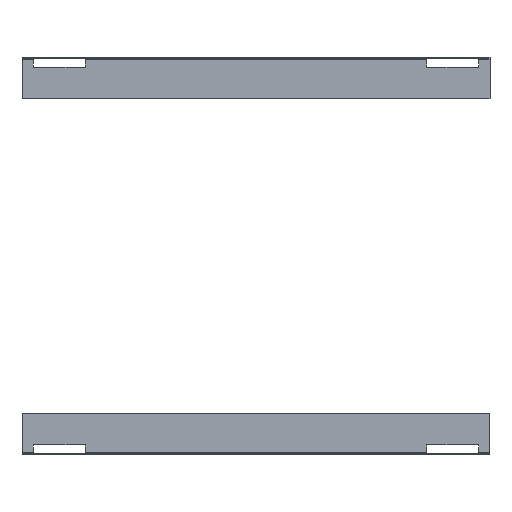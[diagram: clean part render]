
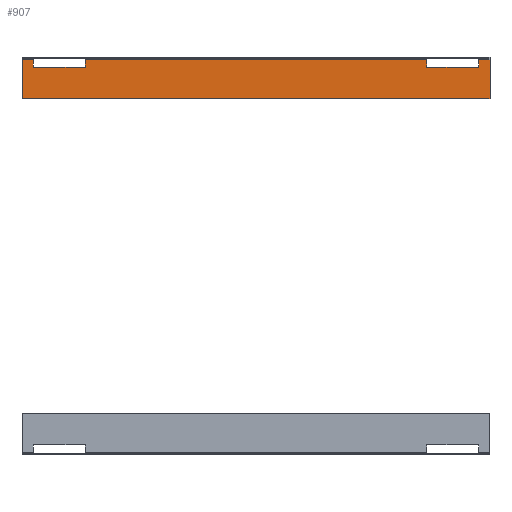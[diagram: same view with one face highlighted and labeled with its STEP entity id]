
A CAD part, top view. The second image highlights one B-rep face of the part: STEP entity #907.
In plain terms, the highlighted planar face has unit normal (0, 0, 1).
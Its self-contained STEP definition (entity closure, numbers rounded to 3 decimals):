
#17 = VERTEX_POINT ( 'NONE', #1918 ) ;
#59 = VERTEX_POINT ( 'NONE', #2800 ) ;
#63 = FACE_OUTER_BOUND ( 'NONE', #912, .T. ) ;
#134 = LINE ( 'NONE', #2450, #2564 ) ;
#145 = DIRECTION ( 'NONE',  ( 1., 0., 0. ) ) ;
#151 = CARTESIAN_POINT ( 'NONE',  ( 484.25, -3., 0. ) ) ;
#214 = VERTEX_POINT ( 'NONE', #799 ) ;
#227 = VECTOR ( 'NONE', #1499, 1000. ) ;
#251 = VERTEX_POINT ( 'NONE', #2022 ) ;
#321 = CARTESIAN_POINT ( 'NONE',  ( 0., -3., 0. ) ) ;
#347 = VERTEX_POINT ( 'NONE', #1613 ) ;
#352 = EDGE_CURVE ( 'NONE', #1635, #251, #1626, .T. ) ;
#433 = DIRECTION ( 'NONE',  ( 1., 0., 0. ) ) ;
#450 = EDGE_CURVE ( 'NONE', #17, #891, #2812, .T. ) ;
#460 = CARTESIAN_POINT ( 'NONE',  ( 0., -50., 0. ) ) ;
#477 = VECTOR ( 'NONE', #787, 1000. ) ;
#496 = CARTESIAN_POINT ( 'NONE',  ( 560., -50., 0. ) ) ;
#515 = ORIENTED_EDGE ( 'NONE', *, *, #2096, .T. ) ;
#535 = DIRECTION ( 'NONE',  ( 0., 1., 0. ) ) ;
#544 = DIRECTION ( 'NONE',  ( 0., -1., 0. ) ) ;
#571 = VERTEX_POINT ( 'NONE', #151 ) ;
#582 = CARTESIAN_POINT ( 'NONE',  ( 546.25, 0., 0. ) ) ;
#645 = DIRECTION ( 'NONE',  ( 0., 1., 0. ) ) ;
#649 = VERTEX_POINT ( 'NONE', #2986 ) ;
#695 = VERTEX_POINT ( 'NONE', #460 ) ;
#714 = EDGE_CURVE ( 'NONE', #59, #347, #2077, .T. ) ;
#742 = DIRECTION ( 'NONE',  ( 1., 0., 0. ) ) ;
#772 = PLANE ( 'NONE',  #2946 ) ;
#787 = DIRECTION ( 'NONE',  ( 0., -1., 0. ) ) ;
#799 = CARTESIAN_POINT ( 'NONE',  ( 0., -3., 0. ) ) ;
#839 = ORIENTED_EDGE ( 'NONE', *, *, #2169, .T. ) ;
#843 = CARTESIAN_POINT ( 'NONE',  ( 0., -50., 0. ) ) ;
#876 = DIRECTION ( 'NONE',  ( 1., 0., 0. ) ) ;
#878 = DIRECTION ( 'NONE',  ( 1., 0., 0. ) ) ;
#881 = DIRECTION ( 'NONE',  ( 0., -1., 0. ) ) ;
#891 = VERTEX_POINT ( 'NONE', #1225 ) ;
#907 = ADVANCED_FACE ( 'NONE', ( #63 ), #772, .T. ) ;
#912 = EDGE_LOOP ( 'NONE', ( #2112, #2431, #2983, #1637, #2676, #2282, #1054, #2693, #515, #2747, #839, #2650 ) ) ;
#1001 = EDGE_CURVE ( 'NONE', #347, #1635, #2937, .T. ) ;
#1054 = ORIENTED_EDGE ( 'NONE', *, *, #2370, .F. ) ;
#1074 = LINE ( 'NONE', #2891, #477 ) ;
#1135 = CARTESIAN_POINT ( 'NONE',  ( 0., -12., 0. ) ) ;
#1202 = EDGE_CURVE ( 'NONE', #695, #1437, #2497, .T. ) ;
#1220 = EDGE_CURVE ( 'NONE', #649, #571, #134, .T. ) ;
#1221 = CARTESIAN_POINT ( 'NONE',  ( 484.25, 0., 0. ) ) ;
#1225 = CARTESIAN_POINT ( 'NONE',  ( 75.75, -12., 0. ) ) ;
#1278 = LINE ( 'NONE', #1221, #2956 ) ;
#1437 = VERTEX_POINT ( 'NONE', #496 ) ;
#1498 = VECTOR ( 'NONE', #1921, 1000. ) ;
#1499 = DIRECTION ( 'NONE',  ( 1., 0., 0. ) ) ;
#1613 = CARTESIAN_POINT ( 'NONE',  ( 546.25, -12., 0. ) ) ;
#1620 = CARTESIAN_POINT ( 'NONE',  ( 546.25, -3., 0. ) ) ;
#1626 = LINE ( 'NONE', #2544, #1773 ) ;
#1635 = VERTEX_POINT ( 'NONE', #1620 ) ;
#1637 = ORIENTED_EDGE ( 'NONE', *, *, #1220, .F. ) ;
#1670 = DIRECTION ( 'NONE',  ( 1., 0., 0. ) ) ;
#1773 = VECTOR ( 'NONE', #876, 1000. ) ;
#1780 = VECTOR ( 'NONE', #878, 1000. ) ;
#1784 = LINE ( 'NONE', #1828, #2904 ) ;
#1828 = CARTESIAN_POINT ( 'NONE',  ( 0., 0., 0. ) ) ;
#1860 = CARTESIAN_POINT ( 'NONE',  ( 560., 0., 0. ) ) ;
#1880 = VECTOR ( 'NONE', #645, 1000. ) ;
#1888 = VECTOR ( 'NONE', #535, 1000. ) ;
#1894 = LINE ( 'NONE', #1860, #1498 ) ;
#1918 = CARTESIAN_POINT ( 'NONE',  ( 13.75, -12., 0. ) ) ;
#1921 = DIRECTION ( 'NONE',  ( 0., 1., 0. ) ) ;
#1926 = VECTOR ( 'NONE', #433, 1000. ) ;
#1948 = EDGE_CURVE ( 'NONE', #214, #2580, #2427, .T. ) ;
#1956 = LINE ( 'NONE', #2625, #1888 ) ;
#2022 = CARTESIAN_POINT ( 'NONE',  ( 560., -3., 0. ) ) ;
#2077 = LINE ( 'NONE', #1135, #1926 ) ;
#2096 = EDGE_CURVE ( 'NONE', #214, #695, #1784, .T. ) ;
#2112 = ORIENTED_EDGE ( 'NONE', *, *, #1001, .F. ) ;
#2130 = CARTESIAN_POINT ( 'NONE',  ( 0., -12., 0. ) ) ;
#2169 = EDGE_CURVE ( 'NONE', #1437, #251, #1894, .T. ) ;
#2282 = ORIENTED_EDGE ( 'NONE', *, *, #450, .F. ) ;
#2370 = EDGE_CURVE ( 'NONE', #2580, #17, #1074, .T. ) ;
#2402 = EDGE_CURVE ( 'NONE', #891, #649, #1956, .T. ) ;
#2426 = CARTESIAN_POINT ( 'NONE',  ( 0., 0., 0. ) ) ;
#2427 = LINE ( 'NONE', #321, #227 ) ;
#2431 = ORIENTED_EDGE ( 'NONE', *, *, #714, .F. ) ;
#2450 = CARTESIAN_POINT ( 'NONE',  ( 0., -3., 0. ) ) ;
#2497 = LINE ( 'NONE', #843, #1780 ) ;
#2544 = CARTESIAN_POINT ( 'NONE',  ( 0., -3., 0. ) ) ;
#2564 = VECTOR ( 'NONE', #145, 1000. ) ;
#2580 = VERTEX_POINT ( 'NONE', #2591 ) ;
#2591 = CARTESIAN_POINT ( 'NONE',  ( 13.75, -3., 0. ) ) ;
#2625 = CARTESIAN_POINT ( 'NONE',  ( 75.75, 0., 0. ) ) ;
#2650 = ORIENTED_EDGE ( 'NONE', *, *, #352, .F. ) ;
#2676 = ORIENTED_EDGE ( 'NONE', *, *, #2402, .F. ) ;
#2693 = ORIENTED_EDGE ( 'NONE', *, *, #1948, .F. ) ;
#2747 = ORIENTED_EDGE ( 'NONE', *, *, #1202, .T. ) ;
#2800 = CARTESIAN_POINT ( 'NONE',  ( 484.25, -12., 0. ) ) ;
#2812 = LINE ( 'NONE', #2130, #2895 ) ;
#2817 = EDGE_CURVE ( 'NONE', #571, #59, #1278, .T. ) ;
#2819 = DIRECTION ( 'NONE',  ( 0., 0., 1. ) ) ;
#2891 = CARTESIAN_POINT ( 'NONE',  ( 13.75, 0., 0. ) ) ;
#2895 = VECTOR ( 'NONE', #1670, 1000. ) ;
#2904 = VECTOR ( 'NONE', #881, 1000. ) ;
#2937 = LINE ( 'NONE', #582, #1880 ) ;
#2946 = AXIS2_PLACEMENT_3D ( 'NONE', #2426, #2819, #742 ) ;
#2956 = VECTOR ( 'NONE', #544, 1000. ) ;
#2983 = ORIENTED_EDGE ( 'NONE', *, *, #2817, .F. ) ;
#2986 = CARTESIAN_POINT ( 'NONE',  ( 75.75, -3., 0. ) ) ;
